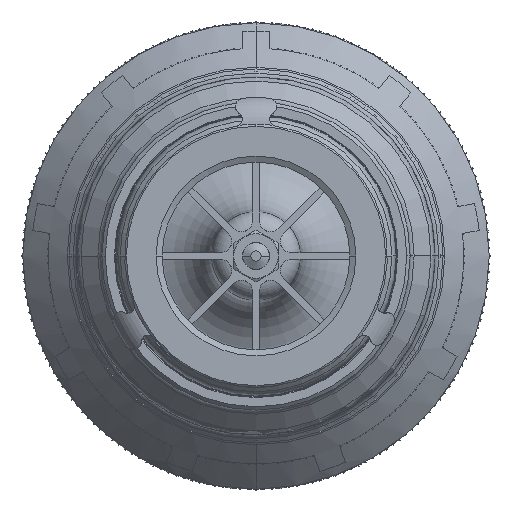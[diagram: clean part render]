
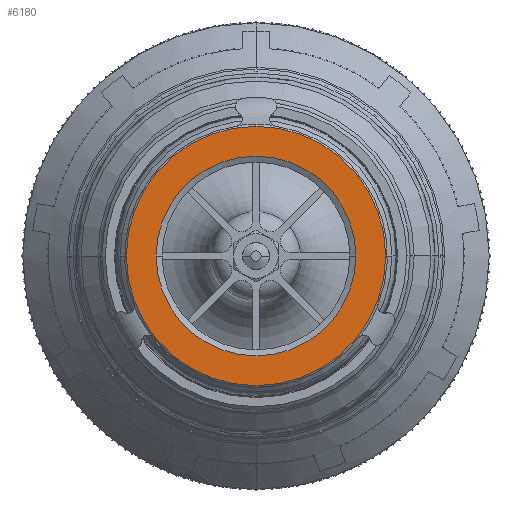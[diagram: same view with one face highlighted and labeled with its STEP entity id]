
A CAD part, left-side view. The second image highlights one B-rep face of the part: STEP entity #6180.
In plain terms, the highlighted planar face has unit normal (-1, 0, 0).
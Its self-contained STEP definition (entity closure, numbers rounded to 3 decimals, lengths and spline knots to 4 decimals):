
#4810=CARTESIAN_POINT('',(-4.0755,0.,0.));
#4811=DIRECTION('',(-1.,0.,0.));
#4812=DIRECTION('',(0.,0.,1.));
#4813=AXIS2_PLACEMENT_3D('',#4810,#4811,#4812);
#4815=CARTESIAN_POINT('',(-4.0755,0.,0.));
#4816=DIRECTION('',(-1.,0.,0.));
#4817=DIRECTION('',(0.,0.,-1.));
#4818=AXIS2_PLACEMENT_3D('',#4815,#4816,#4817);
#4820=CARTESIAN_POINT('',(-4.0755,0.,0.));
#4821=DIRECTION('',(-1.,0.,0.));
#4822=DIRECTION('',(0.,-1.,0.));
#4823=AXIS2_PLACEMENT_3D('',#4820,#4821,#4822);
#4825=CARTESIAN_POINT('',(-4.0755,0.,0.));
#4826=DIRECTION('',(-1.,0.,0.));
#4827=DIRECTION('',(0.,1.,0.));
#4828=AXIS2_PLACEMENT_3D('',#4825,#4826,#4827);
#5809=CARTESIAN_POINT('',(-4.0755,0.,2.3762));
#5810=CARTESIAN_POINT('',(-4.0755,0.,-2.3762));
#5811=VERTEX_POINT('',#5809);
#5812=VERTEX_POINT('',#5810);
#5919=CARTESIAN_POINT('',(-4.0755,-1.83,0.));
#5920=CARTESIAN_POINT('',(-4.0755,1.83,0.));
#5921=VERTEX_POINT('',#5919);
#5922=VERTEX_POINT('',#5920);
#6164=CARTESIAN_POINT('',(-4.0755,0.,0.));
#6165=DIRECTION('',(-1.,0.,0.));
#6166=DIRECTION('',(0.,0.,1.));
#6167=AXIS2_PLACEMENT_3D('',#6164,#6165,#6166);
#6168=PLANE('',#6167);
#6169=ORIENTED_EDGE('',*,*,#6143,.F.);
#6171=ORIENTED_EDGE('',*,*,#6170,.F.);
#6172=EDGE_LOOP('',(#6169,#6171));
#6173=FACE_OUTER_BOUND('',#6172,.F.);
#6175=ORIENTED_EDGE('',*,*,#6174,.T.);
#6177=ORIENTED_EDGE('',*,*,#6176,.T.);
#6178=EDGE_LOOP('',(#6175,#6177));
#6179=FACE_BOUND('',#6178,.F.);
#4814=CIRCLE('',#4813,2.3762);
#4819=CIRCLE('',#4818,2.3762);
#4824=CIRCLE('',#4823,1.83);
#4829=CIRCLE('',#4828,1.83);
#6143=EDGE_CURVE('',#5811,#5812,#4814,.T.);
#6170=EDGE_CURVE('',#5812,#5811,#4819,.T.);
#6174=EDGE_CURVE('',#5921,#5922,#4824,.T.);
#6176=EDGE_CURVE('',#5922,#5921,#4829,.T.);
#6180=ADVANCED_FACE('',(#6173,#6179),#6168,.T.);
